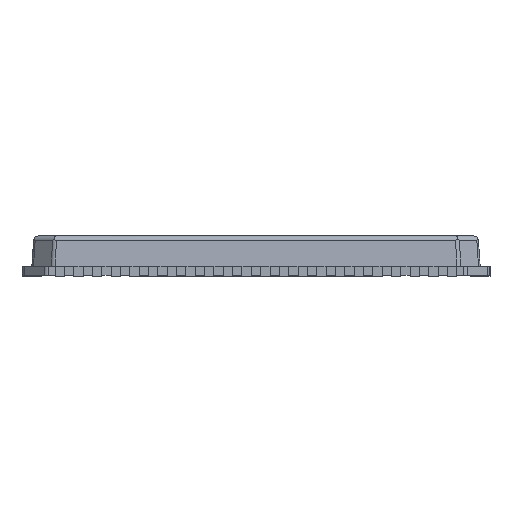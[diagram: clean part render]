
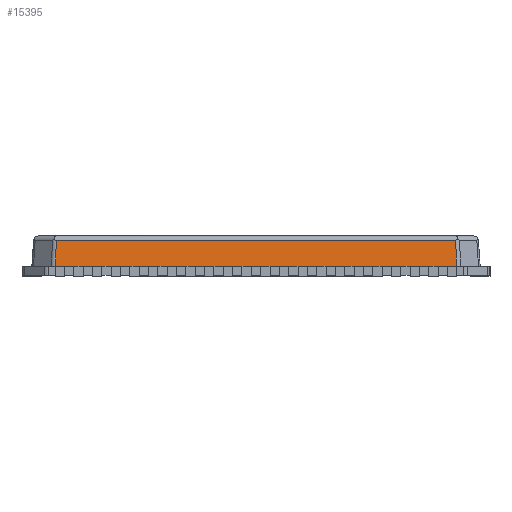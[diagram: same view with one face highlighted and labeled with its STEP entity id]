
A CAD part, front view. The second image highlights one B-rep face of the part: STEP entity #15395.
In plain terms, the highlighted planar face has unit normal (0, -0.998, 0.07).
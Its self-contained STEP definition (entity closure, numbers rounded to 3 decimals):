
#743 = VERTEX_POINT ( 'NONE', #18136 ) ;
#881 = CARTESIAN_POINT ( 'NONE',  ( 0., -4.8, 0.2 ) ) ;
#907 = DIRECTION ( 'NONE',  ( 0., -0.07, -0.998 ) ) ;
#1362 = CARTESIAN_POINT ( 'NONE',  ( 4.277, -4.762, 0.738 ) ) ;
#1541 = CARTESIAN_POINT ( 'NONE',  ( -4.277, -4.762, 0.738 ) ) ;
#2715 = CARTESIAN_POINT ( 'NONE',  ( 4.292, -4.8, 0.2 ) ) ;
#2980 = EDGE_CURVE ( 'NONE', #6611, #23341, #23642, .T. ) ;
#3122 = LINE ( 'NONE', #2715, #21853 ) ;
#3131 = LINE ( 'NONE', #881, #3484 ) ;
#3484 = VECTOR ( 'NONE', #23396, 1000. ) ;
#4977 = PLANE ( 'NONE',  #16418 ) ;
#5626 = DIRECTION ( 'NONE',  ( 1., 0., 0. ) ) ;
#6611 = VERTEX_POINT ( 'NONE', #1541 ) ;
#7383 = ORIENTED_EDGE ( 'NONE', *, *, #2980, .F. ) ;
#9169 = LINE ( 'NONE', #22965, #9502 ) ;
#9201 = EDGE_CURVE ( 'NONE', #6611, #743, #9169, .T. ) ;
#9502 = VECTOR ( 'NONE', #13103, 1000. ) ;
#9585 = VECTOR ( 'NONE', #5626, 1000. ) ;
#10808 = FACE_OUTER_BOUND ( 'NONE', #13988, .T. ) ;
#11201 = CARTESIAN_POINT ( 'NONE',  ( 0., -4.755, 0.85 ) ) ;
#11373 = ORIENTED_EDGE ( 'NONE', *, *, #9201, .T. ) ;
#13103 = DIRECTION ( 'NONE',  ( -0.029, -0.07, -0.997 ) ) ;
#13988 = EDGE_LOOP ( 'NONE', ( #18241, #15218, #7383, #11373 ) ) ;
#14780 = EDGE_CURVE ( 'NONE', #23341, #24891, #3122, .T. ) ;
#15218 = ORIENTED_EDGE ( 'NONE', *, *, #14780, .F. ) ;
#15395 = ADVANCED_FACE ( 'NONE', ( #10808 ), #4977, .T. ) ;
#15896 = CARTESIAN_POINT ( 'NONE',  ( 0., -4.762, 0.738 ) ) ;
#16418 = AXIS2_PLACEMENT_3D ( 'NONE', #11201, #20932, #907 ) ;
#16551 = DIRECTION ( 'NONE',  ( 0.029, -0.07, -0.997 ) ) ;
#18136 = CARTESIAN_POINT ( 'NONE',  ( -4.292, -4.8, 0.2 ) ) ;
#18241 = ORIENTED_EDGE ( 'NONE', *, *, #19140, .T. ) ;
#19140 = EDGE_CURVE ( 'NONE', #743, #24891, #3131, .T. ) ;
#20113 = CARTESIAN_POINT ( 'NONE',  ( 4.292, -4.8, 0.2 ) ) ;
#20932 = DIRECTION ( 'NONE',  ( 0., -0.998, 0.07 ) ) ;
#21853 = VECTOR ( 'NONE', #16551, 1000. ) ;
#22965 = CARTESIAN_POINT ( 'NONE',  ( -4.277, -4.762, 0.738 ) ) ;
#23341 = VERTEX_POINT ( 'NONE', #1362 ) ;
#23396 = DIRECTION ( 'NONE',  ( 1., 0., 0. ) ) ;
#23642 = LINE ( 'NONE', #15896, #9585 ) ;
#24891 = VERTEX_POINT ( 'NONE', #20113 ) ;
